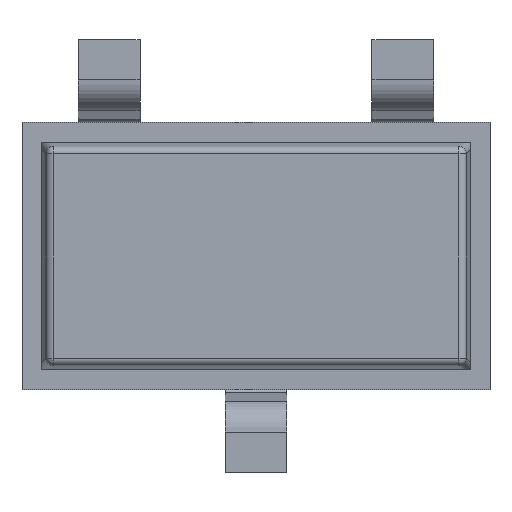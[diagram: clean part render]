
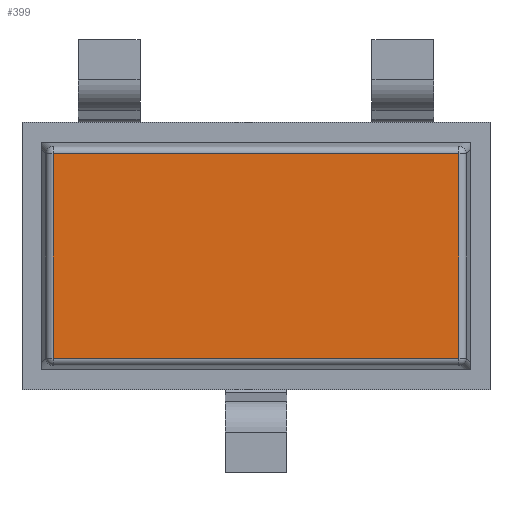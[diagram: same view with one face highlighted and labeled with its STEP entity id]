
A CAD part, front view. The second image highlights one B-rep face of the part: STEP entity #399.
In plain terms, the highlighted planar face has unit normal (0, -1, 0).
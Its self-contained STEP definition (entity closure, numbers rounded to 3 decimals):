
#105 = CARTESIAN_POINT ( 'NONE',  ( 1.353, -0.55, -0.661 ) ) ;
#399 = ADVANCED_FACE ( 'NONE', ( #1844 ), #3261, .F. ) ;
#743 = CARTESIAN_POINT ( 'NONE',  ( -1.311, -0.55, -0.661 ) ) ;
#1018 = CARTESIAN_POINT ( 'NONE',  ( -1.353, -0.55, 0.661 ) ) ;
#1063 = DIRECTION ( 'NONE',  ( -1., 0., 0. ) ) ;
#1164 = ORIENTED_EDGE ( 'NONE', *, *, #2283, .T. ) ;
#1204 = CARTESIAN_POINT ( 'NONE',  ( 1.311, -0.55, 0.703 ) ) ;
#1709 = VERTEX_POINT ( 'NONE', #6170 ) ;
#1844 = FACE_OUTER_BOUND ( 'NONE', #2411, .T. ) ;
#2039 = VECTOR ( 'NONE', #2070, 1000. ) ;
#2049 = EDGE_CURVE ( 'NONE', #1709, #3505, #7096, .T. ) ;
#2070 = DIRECTION ( 'NONE',  ( 1., 0., 0. ) ) ;
#2283 = EDGE_CURVE ( 'NONE', #5676, #7184, #4205, .T. ) ;
#2354 = VECTOR ( 'NONE', #6568, 1000. ) ;
#2411 = EDGE_LOOP ( 'NONE', ( #1164, #2523, #8440, #2813 ) ) ;
#2523 = ORIENTED_EDGE ( 'NONE', *, *, #6949, .T. ) ;
#2753 = VECTOR ( 'NONE', #1063, 1000. ) ;
#2813 = ORIENTED_EDGE ( 'NONE', *, *, #3695, .T. ) ;
#3261 = PLANE ( 'NONE',  #6392 ) ;
#3505 = VERTEX_POINT ( 'NONE', #4583 ) ;
#3695 = EDGE_CURVE ( 'NONE', #3505, #5676, #5950, .T. ) ;
#4205 = LINE ( 'NONE', #105, #2039 ) ;
#4583 = CARTESIAN_POINT ( 'NONE',  ( -1.311, -0.55, 0.661 ) ) ;
#4694 = LINE ( 'NONE', #1204, #2354 ) ;
#5335 = DIRECTION ( 'NONE',  ( 1., 0., 0. ) ) ;
#5622 = VECTOR ( 'NONE', #6683, 1000. ) ;
#5676 = VERTEX_POINT ( 'NONE', #743 ) ;
#5950 = LINE ( 'NONE', #8063, #5622 ) ;
#6003 = CARTESIAN_POINT ( 'NONE',  ( 0., -0.55, 0. ) ) ;
#6170 = CARTESIAN_POINT ( 'NONE',  ( 1.311, -0.55, 0.661 ) ) ;
#6392 = AXIS2_PLACEMENT_3D ( 'NONE', #6003, #8720, #5335 ) ;
#6568 = DIRECTION ( 'NONE',  ( 0., 0., 1. ) ) ;
#6683 = DIRECTION ( 'NONE',  ( 0., 0., -1. ) ) ;
#6849 = CARTESIAN_POINT ( 'NONE',  ( 1.311, -0.55, -0.661 ) ) ;
#6949 = EDGE_CURVE ( 'NONE', #7184, #1709, #4694, .T. ) ;
#7096 = LINE ( 'NONE', #1018, #2753 ) ;
#7184 = VERTEX_POINT ( 'NONE', #6849 ) ;
#8063 = CARTESIAN_POINT ( 'NONE',  ( -1.311, -0.55, -0.703 ) ) ;
#8440 = ORIENTED_EDGE ( 'NONE', *, *, #2049, .T. ) ;
#8720 = DIRECTION ( 'NONE',  ( 0., 1., 0. ) ) ;
